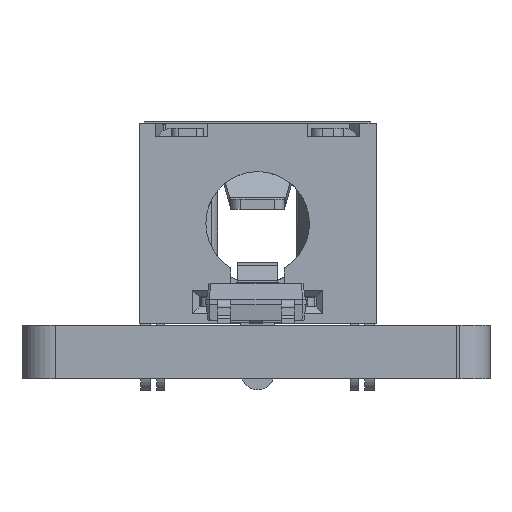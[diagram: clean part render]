
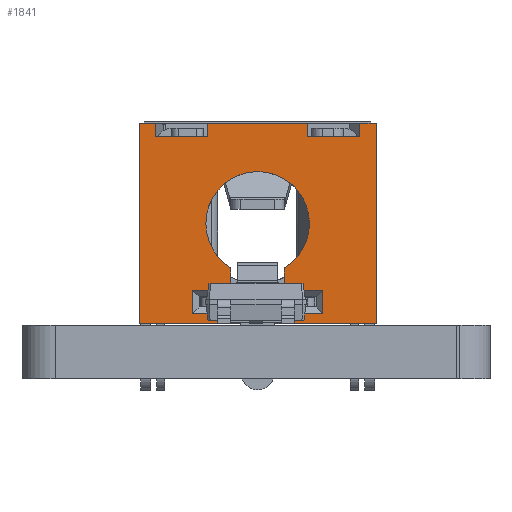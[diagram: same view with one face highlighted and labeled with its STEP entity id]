
A CAD part, front view. The second image highlights one B-rep face of the part: STEP entity #1841.
In plain terms, the highlighted face is planar.
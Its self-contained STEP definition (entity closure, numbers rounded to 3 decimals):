
#227 = VERTEX_POINT('',#228);
#228 = CARTESIAN_POINT('',(0.8,1.672,-7.));
#234 = EDGE_CURVE('',#235,#227,#237,.T.);
#235 = VERTEX_POINT('',#236);
#236 = CARTESIAN_POINT('',(1.55,3.,-7.));
#237 = CIRCLE('',#238,1.55);
#238 = AXIS2_PLACEMENT_3D('',#239,#240,#241);
#239 = CARTESIAN_POINT('',(0.,3.,-7.));
#240 = DIRECTION('',(0.,0.,-1.));
#241 = DIRECTION('',(-1.,0.,0.));
#266 = EDGE_CURVE('',#267,#235,#269,.T.);
#267 = VERTEX_POINT('',#268);
#268 = CARTESIAN_POINT('',(-1.55,3.,-7.));
#269 = CIRCLE('',#270,1.55);
#270 = AXIS2_PLACEMENT_3D('',#271,#272,#273);
#271 = CARTESIAN_POINT('',(0.,3.,-7.));
#272 = DIRECTION('',(0.,0.,-1.));
#273 = DIRECTION('',(-1.,0.,0.));
#851 = VERTEX_POINT('',#852);
#852 = CARTESIAN_POINT('',(-3.55,6.,-7.));
#858 = EDGE_CURVE('',#859,#851,#861,.T.);
#859 = VERTEX_POINT('',#860);
#860 = CARTESIAN_POINT('',(-3.55,0.,-7.));
#861 = LINE('',#862,#863);
#862 = CARTESIAN_POINT('',(-3.55,6.,-7.));
#863 = VECTOR('',#864,1.);
#864 = DIRECTION('',(0.,1.,0.));
#1227 = VERTEX_POINT('',#1228);
#1228 = CARTESIAN_POINT('',(-1.5,5.6,-7.));
#1236 = VERTEX_POINT('',#1237);
#1237 = CARTESIAN_POINT('',(-1.5,6.,-7.));
#1243 = EDGE_CURVE('',#1227,#1236,#1244,.T.);
#1244 = LINE('',#1245,#1246);
#1245 = CARTESIAN_POINT('',(-1.5,5.6,-7.));
#1246 = VECTOR('',#1247,1.);
#1247 = DIRECTION('',(0.,1.,0.));
#1340 = VERTEX_POINT('',#1341);
#1341 = CARTESIAN_POINT('',(-3.05,5.6,-7.));
#1347 = EDGE_CURVE('',#1348,#1340,#1350,.T.);
#1348 = VERTEX_POINT('',#1349);
#1349 = CARTESIAN_POINT('',(-3.05,6.,-7.));
#1350 = LINE('',#1351,#1352);
#1351 = CARTESIAN_POINT('',(-3.05,0.5,-7.));
#1352 = VECTOR('',#1353,1.);
#1353 = DIRECTION('',(0.,-1.,0.));
#1627 = VERTEX_POINT('',#1628);
#1628 = CARTESIAN_POINT('',(3.05,6.,-7.));
#1634 = EDGE_CURVE('',#1635,#1627,#1637,.T.);
#1635 = VERTEX_POINT('',#1636);
#1636 = CARTESIAN_POINT('',(3.05,5.6,-7.));
#1637 = LINE('',#1638,#1639);
#1638 = CARTESIAN_POINT('',(3.05,0.5,-7.));
#1639 = VECTOR('',#1640,1.);
#1640 = DIRECTION('',(0.,1.,0.));
#1665 = VERTEX_POINT('',#1666);
#1666 = CARTESIAN_POINT('',(1.5,5.6,-7.));
#1672 = EDGE_CURVE('',#1673,#1665,#1675,.T.);
#1673 = VERTEX_POINT('',#1674);
#1674 = CARTESIAN_POINT('',(1.5,6.,-7.));
#1675 = LINE('',#1676,#1677);
#1676 = CARTESIAN_POINT('',(1.5,5.6,-7.));
#1677 = VECTOR('',#1678,1.);
#1678 = DIRECTION('',(0.,-1.,0.));
#1792 = VERTEX_POINT('',#1793);
#1793 = CARTESIAN_POINT('',(3.55,0.,-7.));
#1799 = EDGE_CURVE('',#1800,#1792,#1802,.T.);
#1800 = VERTEX_POINT('',#1801);
#1801 = CARTESIAN_POINT('',(3.55,6.,-7.));
#1802 = LINE('',#1803,#1804);
#1803 = CARTESIAN_POINT('',(3.55,6.,-7.));
#1804 = VECTOR('',#1805,1.);
#1805 = DIRECTION('',(0.,-1.,0.));
#1841 = ADVANCED_FACE('',(#1842),#2015,.F.);
#1842 = FACE_BOUND('',#1843,.T.);
#1843 = EDGE_LOOP('',(#1844,#1854,#1862,#1870,#1876,#1877,#1883,#1884,
    #1890,#1891,#1897,#1898,#1904,#1905,#1911,#1912,#1920,#1928,#1936,
    #1944,#1952,#1960,#1968,#1974,#1975,#1976,#1985,#1993,#2001,#2009));
#1844 = ORIENTED_EDGE('',*,*,#1845,.F.);
#1845 = EDGE_CURVE('',#1846,#1848,#1850,.T.);
#1846 = VERTEX_POINT('',#1847);
#1847 = CARTESIAN_POINT('',(-1.95,0.3,-7.));
#1848 = VERTEX_POINT('',#1849);
#1849 = CARTESIAN_POINT('',(-1.95,1.,-7.));
#1850 = LINE('',#1851,#1852);
#1851 = CARTESIAN_POINT('',(-1.95,3.,-7.));
#1852 = VECTOR('',#1853,1.);
#1853 = DIRECTION('',(0.,1.,0.));
#1854 = ORIENTED_EDGE('',*,*,#1855,.F.);
#1855 = EDGE_CURVE('',#1856,#1846,#1858,.T.);
#1856 = VERTEX_POINT('',#1857);
#1857 = CARTESIAN_POINT('',(-0.55,0.3,-7.));
#1858 = LINE('',#1859,#1860);
#1859 = CARTESIAN_POINT('',(0.,0.3,-7.));
#1860 = VECTOR('',#1861,1.);
#1861 = DIRECTION('',(-1.,-0.,-0.));
#1862 = ORIENTED_EDGE('',*,*,#1863,.F.);
#1863 = EDGE_CURVE('',#1864,#1856,#1866,.T.);
#1864 = VERTEX_POINT('',#1865);
#1865 = CARTESIAN_POINT('',(-0.55,0.,-7.));
#1866 = LINE('',#1867,#1868);
#1867 = CARTESIAN_POINT('',(-0.55,3.,-7.));
#1868 = VECTOR('',#1869,1.);
#1869 = DIRECTION('',(0.,1.,0.));
#1870 = ORIENTED_EDGE('',*,*,#1871,.F.);
#1871 = EDGE_CURVE('',#859,#1864,#1872,.T.);
#1872 = LINE('',#1873,#1874);
#1873 = CARTESIAN_POINT('',(0.,0.,-7.)
  );
#1874 = VECTOR('',#1875,1.);
#1875 = DIRECTION('',(1.,0.,0.));
#1876 = ORIENTED_EDGE('',*,*,#858,.T.);
#1877 = ORIENTED_EDGE('',*,*,#1878,.F.);
#1878 = EDGE_CURVE('',#1348,#851,#1879,.T.);
#1879 = LINE('',#1880,#1881);
#1880 = CARTESIAN_POINT('',(0.,6.,-7.));
#1881 = VECTOR('',#1882,1.);
#1882 = DIRECTION('',(-1.,-0.,-0.));
#1883 = ORIENTED_EDGE('',*,*,#1347,.T.);
#1884 = ORIENTED_EDGE('',*,*,#1885,.F.);
#1885 = EDGE_CURVE('',#1227,#1340,#1886,.T.);
#1886 = LINE('',#1887,#1888);
#1887 = CARTESIAN_POINT('',(0.,5.6,-7.));
#1888 = VECTOR('',#1889,1.);
#1889 = DIRECTION('',(-1.,-0.,-0.));
#1890 = ORIENTED_EDGE('',*,*,#1243,.T.);
#1891 = ORIENTED_EDGE('',*,*,#1892,.T.);
#1892 = EDGE_CURVE('',#1236,#1673,#1893,.T.);
#1893 = LINE('',#1894,#1895);
#1894 = CARTESIAN_POINT('',(-3.55,6.,-7.));
#1895 = VECTOR('',#1896,1.);
#1896 = DIRECTION('',(1.,0.,0.));
#1897 = ORIENTED_EDGE('',*,*,#1672,.T.);
#1898 = ORIENTED_EDGE('',*,*,#1899,.F.);
#1899 = EDGE_CURVE('',#1635,#1665,#1900,.T.);
#1900 = LINE('',#1901,#1902);
#1901 = CARTESIAN_POINT('',(0.,5.6,-7.));
#1902 = VECTOR('',#1903,1.);
#1903 = DIRECTION('',(-1.,-0.,-0.));
#1904 = ORIENTED_EDGE('',*,*,#1634,.T.);
#1905 = ORIENTED_EDGE('',*,*,#1906,.F.);
#1906 = EDGE_CURVE('',#1800,#1627,#1907,.T.);
#1907 = LINE('',#1908,#1909);
#1908 = CARTESIAN_POINT('',(0.,6.,-7.));
#1909 = VECTOR('',#1910,1.);
#1910 = DIRECTION('',(-1.,-0.,-0.));
#1911 = ORIENTED_EDGE('',*,*,#1799,.T.);
#1912 = ORIENTED_EDGE('',*,*,#1913,.F.);
#1913 = EDGE_CURVE('',#1914,#1792,#1916,.T.);
#1914 = VERTEX_POINT('',#1915);
#1915 = CARTESIAN_POINT('',(0.55,0.,-7.));
#1916 = LINE('',#1917,#1918);
#1917 = CARTESIAN_POINT('',(0.,0.,-7.)
  );
#1918 = VECTOR('',#1919,1.);
#1919 = DIRECTION('',(1.,0.,0.));
#1920 = ORIENTED_EDGE('',*,*,#1921,.F.);
#1921 = EDGE_CURVE('',#1922,#1914,#1924,.T.);
#1922 = VERTEX_POINT('',#1923);
#1923 = CARTESIAN_POINT('',(0.55,0.3,-7.));
#1924 = LINE('',#1925,#1926);
#1925 = CARTESIAN_POINT('',(0.55,3.,-7.));
#1926 = VECTOR('',#1927,1.);
#1927 = DIRECTION('',(0.,-1.,0.));
#1928 = ORIENTED_EDGE('',*,*,#1929,.F.);
#1929 = EDGE_CURVE('',#1930,#1922,#1932,.T.);
#1930 = VERTEX_POINT('',#1931);
#1931 = CARTESIAN_POINT('',(1.95,0.3,-7.));
#1932 = LINE('',#1933,#1934);
#1933 = CARTESIAN_POINT('',(0.,0.3,-7.));
#1934 = VECTOR('',#1935,1.);
#1935 = DIRECTION('',(-1.,-0.,-0.));
#1936 = ORIENTED_EDGE('',*,*,#1937,.F.);
#1937 = EDGE_CURVE('',#1938,#1930,#1940,.T.);
#1938 = VERTEX_POINT('',#1939);
#1939 = CARTESIAN_POINT('',(1.95,1.,-7.));
#1940 = LINE('',#1941,#1942);
#1941 = CARTESIAN_POINT('',(1.95,3.,-7.));
#1942 = VECTOR('',#1943,1.);
#1943 = DIRECTION('',(0.,-1.,0.));
#1944 = ORIENTED_EDGE('',*,*,#1945,.F.);
#1945 = EDGE_CURVE('',#1946,#1938,#1948,.T.);
#1946 = VERTEX_POINT('',#1947);
#1947 = CARTESIAN_POINT('',(1.25,1.,-7.));
#1948 = LINE('',#1949,#1950);
#1949 = CARTESIAN_POINT('',(0.,1.,-7.));
#1950 = VECTOR('',#1951,1.);
#1951 = DIRECTION('',(1.,0.,0.));
#1952 = ORIENTED_EDGE('',*,*,#1953,.T.);
#1953 = EDGE_CURVE('',#1946,#1954,#1956,.T.);
#1954 = VERTEX_POINT('',#1955);
#1955 = CARTESIAN_POINT('',(1.25,1.2,-7.));
#1956 = LINE('',#1957,#1958);
#1957 = CARTESIAN_POINT('',(1.25,0.8,-7.));
#1958 = VECTOR('',#1959,1.);
#1959 = DIRECTION('',(0.,1.,0.));
#1960 = ORIENTED_EDGE('',*,*,#1961,.T.);
#1961 = EDGE_CURVE('',#1954,#1962,#1964,.T.);
#1962 = VERTEX_POINT('',#1963);
#1963 = CARTESIAN_POINT('',(0.8,1.2,-7.));
#1964 = LINE('',#1965,#1966);
#1965 = CARTESIAN_POINT('',(1.25,1.2,-7.));
#1966 = VECTOR('',#1967,1.);
#1967 = DIRECTION('',(-1.,0.,0.));
#1968 = ORIENTED_EDGE('',*,*,#1969,.T.);
#1969 = EDGE_CURVE('',#1962,#227,#1970,.T.);
#1970 = LINE('',#1971,#1972);
#1971 = CARTESIAN_POINT('',(0.8,1.2,-7.));
#1972 = VECTOR('',#1973,1.);
#1973 = DIRECTION('',(0.,1.,0.));
#1974 = ORIENTED_EDGE('',*,*,#234,.F.);
#1975 = ORIENTED_EDGE('',*,*,#266,.F.);
#1976 = ORIENTED_EDGE('',*,*,#1977,.F.);
#1977 = EDGE_CURVE('',#1978,#267,#1980,.T.);
#1978 = VERTEX_POINT('',#1979);
#1979 = CARTESIAN_POINT('',(-0.8,1.672,-7.));
#1980 = CIRCLE('',#1981,1.55);
#1981 = AXIS2_PLACEMENT_3D('',#1982,#1983,#1984);
#1982 = CARTESIAN_POINT('',(0.,3.,-7.));
#1983 = DIRECTION('',(0.,0.,-1.));
#1984 = DIRECTION('',(-1.,0.,0.));
#1985 = ORIENTED_EDGE('',*,*,#1986,.T.);
#1986 = EDGE_CURVE('',#1978,#1987,#1989,.T.);
#1987 = VERTEX_POINT('',#1988);
#1988 = CARTESIAN_POINT('',(-0.8,1.2,-7.));
#1989 = LINE('',#1990,#1991);
#1990 = CARTESIAN_POINT('',(-0.8,1.672,-7.));
#1991 = VECTOR('',#1992,1.);
#1992 = DIRECTION('',(0.,-1.,0.));
#1993 = ORIENTED_EDGE('',*,*,#1994,.T.);
#1994 = EDGE_CURVE('',#1987,#1995,#1997,.T.);
#1995 = VERTEX_POINT('',#1996);
#1996 = CARTESIAN_POINT('',(-1.25,1.2,-7.));
#1997 = LINE('',#1998,#1999);
#1998 = CARTESIAN_POINT('',(-0.8,1.2,-7.));
#1999 = VECTOR('',#2000,1.);
#2000 = DIRECTION('',(-1.,0.,0.));
#2001 = ORIENTED_EDGE('',*,*,#2002,.T.);
#2002 = EDGE_CURVE('',#1995,#2003,#2005,.T.);
#2003 = VERTEX_POINT('',#2004);
#2004 = CARTESIAN_POINT('',(-1.25,1.,-7.));
#2005 = LINE('',#2006,#2007);
#2006 = CARTESIAN_POINT('',(-1.25,0.8,-7.));
#2007 = VECTOR('',#2008,1.);
#2008 = DIRECTION('',(0.,-1.,0.));
#2009 = ORIENTED_EDGE('',*,*,#2010,.F.);
#2010 = EDGE_CURVE('',#1848,#2003,#2011,.T.);
#2011 = LINE('',#2012,#2013);
#2012 = CARTESIAN_POINT('',(0.,1.,-7.));
#2013 = VECTOR('',#2014,1.);
#2014 = DIRECTION('',(1.,0.,0.));
#2015 = PLANE('',#2016);
#2016 = AXIS2_PLACEMENT_3D('',#2017,#2018,#2019);
#2017 = CARTESIAN_POINT('',(0.,3.,-7.));
#2018 = DIRECTION('',(0.,0.,1.));
#2019 = DIRECTION('',(1.,0.,0.));
